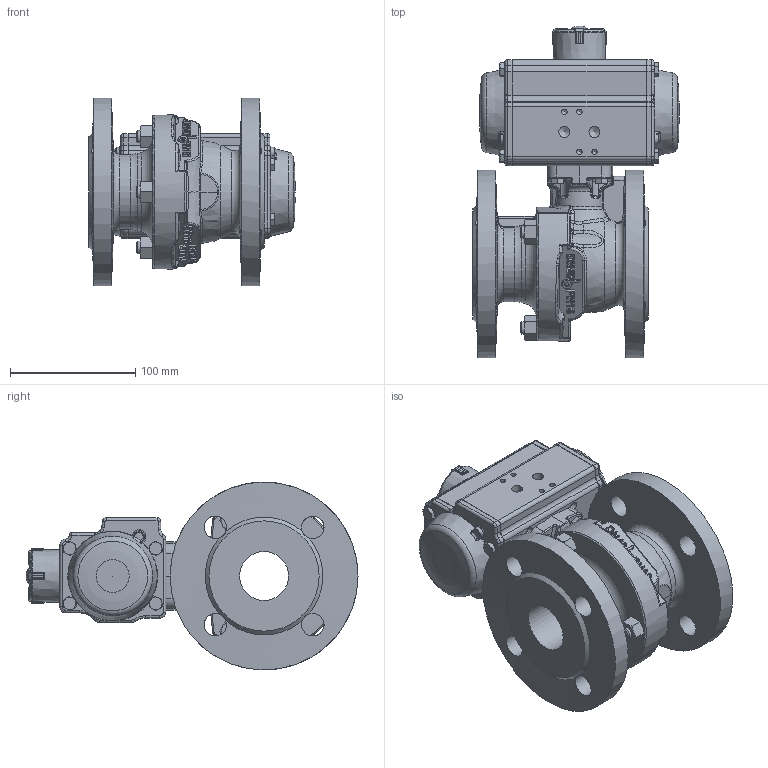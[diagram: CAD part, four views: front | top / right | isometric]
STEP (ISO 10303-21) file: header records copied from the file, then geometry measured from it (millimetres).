
FILE_DESCRIPTION(/* description */ ('Unknown','CAx-IF Rec.Pracs.---Representation and Presentation of Product Manufacturing Information (PMI)---4.0---2014-10-13','CAx-IF Rec.Pracs.---3D Tessellated Geometry---0.4---2014-09-14','2;1'),/* implementation_level */ '2;1');
FILE_NAME(/* name */ 'DW03 0919-08',/* time_stamp */ '2023-09-04T14:00:35+02:00',/* author */ ('Unknown'),/* organization */ ('Unknown'),/* preprocessor_version */ 'ST-DEVELOPER v18.102',/* originating_system */ 'Solid Edge',/* authorisation */ 'Unknown');
FILE_SCHEMA (('AP242_MANAGED_MODEL_BASED_3D_ENGINEERING_MIM_LF { 1 0 10303 442 1 1 4 }'));
Length unit declared in the file: millimetre
Products named in the file (10): DW03 0919-08; 4.170.040; DIN558_M_6x20.1.3; DW03_FR02_(DW36_FR26); KP-63; hexagon head bolts--product grade c gb_GB_FASTENER_BOLT_HHBC M6X30-N; cup head nib bolts with large head gb_GB_FASTENER_BOLT_CHNBW M6X25-N; _____________; ________(___________; ______
Assembly tree (21 placements, depth 3):
  DW03 0919-08
    4.170.040
    DIN558_M_6x20.1.3  x4
    DW03_FR02_(DW36_FR26)
      KP-63
      hexagon head bolts--product grade c gb_GB_FASTENER_BOLT_HHBC M6X30-N  x8
      cup head nib bolts with large head gb_GB_FASTENER_BOLT_CHNBW M6X25-N
      _____________  x2
      ________(___________  x2
      ______
Bounding box: 164.5 x 265.11 x 150 mm (x, y, z)
Volume: 1946043.2 mm3; surface area: 241397.2 mm2
Topology: 28 solids, 29 shells, 1900 faces, 4640 edges, 2846 vertices
Faces by surface type: plane 629, bspline 494, cylinder 420, cone 212, torus 125, sphere 20
Full cylindrical faces by diameter (mm): 2.325 x2, 3 x16, 3.3 x8, 4.2 x8, 4.66 x1, 5 x13, 6 x13, 6.2 x1, 6.8 x4, 7 x4, 8.5 x1, 8.8 x2, 10 x6, 11 x3, 15.8 x1, 18 x8, 20 x1, 20.2 x1, 25.5 x1, 28 x1, 32 x1, 38.5 x1, 39 x1, 150 x2
Entity records: 74031 total; most frequent: CARTESIAN_POINT 40064, ORIENTED_EDGE 7420, DIRECTION 6088, EDGE_CURVE 3710, VERTEX_POINT 2384, AXIS2_PLACEMENT_3D 2352, FACE_BOUND 1862, EDGE_LOOP 1837
